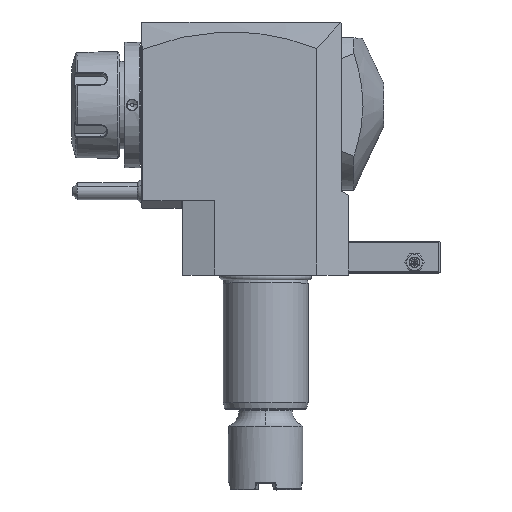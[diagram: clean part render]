
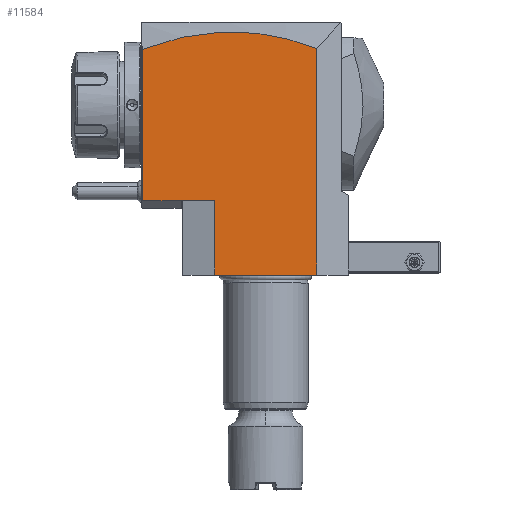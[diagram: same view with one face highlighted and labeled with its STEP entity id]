
A CAD part, top view. The second image highlights one B-rep face of the part: STEP entity #11584.
In plain terms, the highlighted planar face has unit normal (0, 0, 1).
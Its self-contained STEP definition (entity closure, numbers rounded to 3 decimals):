
#29=DIRECTION('',(-1.,0.,0.));
#30=VECTOR('',#29,48.);
#31=CARTESIAN_POINT('',(24.,0.,37.5));
#32=LINE('',#31,#30);
#262=DIRECTION('',(1.,0.,0.));
#263=VECTOR('',#262,33.8);
#264=CARTESIAN_POINT('',(-57.8,35.,37.5));
#265=LINE('',#264,#263);
#302=DIRECTION('',(0.,-1.,0.));
#303=VECTOR('',#302,71.092);
#304=CARTESIAN_POINT('',(-57.8,106.092,37.5));
#305=LINE('',#304,#303);
#311=CARTESIAN_POINT('',(-57.8,106.092,37.5));
#312=CARTESIAN_POINT('',(-50.998,108.812,37.5));
#313=CARTESIAN_POINT('',(-37.387,112.914,37.5));
#314=CARTESIAN_POINT('',(-16.948,115.059,37.5));
#315=CARTESIAN_POINT('',(3.513,113.192,37.5));
#316=CARTESIAN_POINT('',(17.168,109.259,37.5));
#317=CARTESIAN_POINT('',(24.,106.615,37.5));
#319=DIRECTION('',(0.,-1.,0.));
#320=VECTOR('',#319,106.615);
#321=CARTESIAN_POINT('',(24.,106.615,37.5));
#322=LINE('',#321,#320);
#744=DIRECTION('',(0.,-1.,0.));
#745=VECTOR('',#744,35.);
#746=CARTESIAN_POINT('',(-24.,35.,37.5));
#747=LINE('',#746,#745);
#10542=VERTEX_POINT('',#311);
#10543=VERTEX_POINT('',#317);
#10939=CARTESIAN_POINT('',(24.,0.,37.5));
#10941=VERTEX_POINT('',#10939);
#10942=CARTESIAN_POINT('',(-24.,0.,37.5));
#10943=VERTEX_POINT('',#10942);
#11152=CARTESIAN_POINT('',(-57.8,35.,37.5));
#11153=VERTEX_POINT('',#11152);
#11164=CARTESIAN_POINT('',(-24.,35.,37.5));
#11165=VERTEX_POINT('',#11164);
#11569=CARTESIAN_POINT('',(-39.202,35.,37.5));
#11570=DIRECTION('',(0.,0.,1.));
#11571=DIRECTION('',(1.,0.,0.));
#11572=AXIS2_PLACEMENT_3D('',#11569,#11570,#11571);
#11573=PLANE('',#11572);
#11574=ORIENTED_EDGE('',*,*,#11490,.F.);
#11575=ORIENTED_EDGE('',*,*,#11560,.F.);
#11577=ORIENTED_EDGE('',*,*,#11576,.T.);
#11578=ORIENTED_EDGE('',*,*,#11218,.T.);
#11579=ORIENTED_EDGE('',*,*,#11193,.T.);
#11581=ORIENTED_EDGE('',*,*,#11580,.F.);
#11582=EDGE_LOOP('',(#11574,#11575,#11577,#11578,#11579,#11581));
#11583=FACE_OUTER_BOUND('',#11582,.F.);
#318=B_SPLINE_CURVE_WITH_KNOTS('',3,(#311,#312,#313,#314,#315,#316,#317),
.UNSPECIFIED.,.F.,.F.,(4,1,1,1,4),(0.,0.25,0.5,0.75,1.),
.UNSPECIFIED.);
#11193=EDGE_CURVE('',#10941,#10943,#32,.T.);
#11218=EDGE_CURVE('',#10543,#10941,#322,.T.);
#11490=EDGE_CURVE('',#11153,#11165,#265,.T.);
#11560=EDGE_CURVE('',#10542,#11153,#305,.T.);
#11576=EDGE_CURVE('',#10542,#10543,#318,.T.);
#11580=EDGE_CURVE('',#11165,#10943,#747,.T.);
#11584=ADVANCED_FACE('',(#11583),#11573,.T.);
